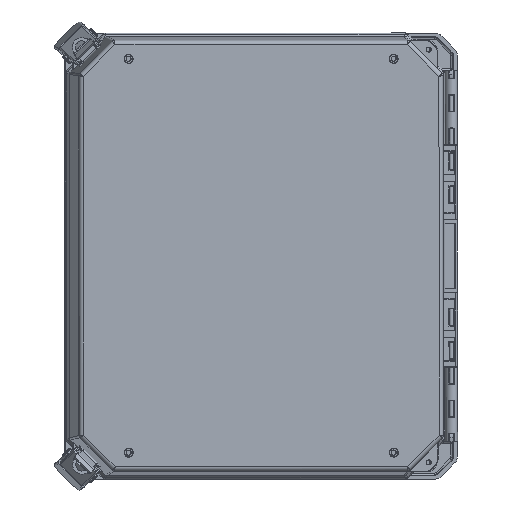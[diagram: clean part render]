
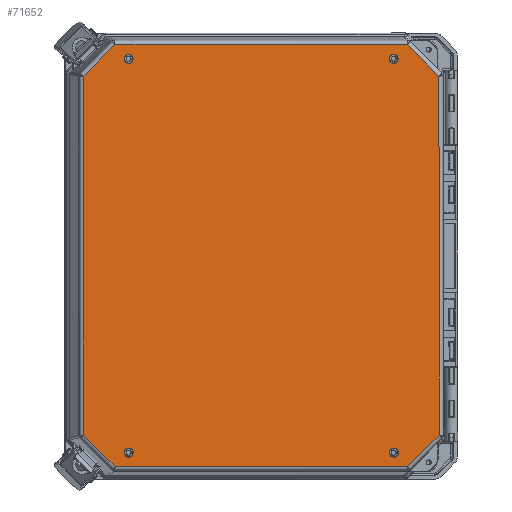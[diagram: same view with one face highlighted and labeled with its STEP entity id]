
A CAD part, top view. The second image highlights one B-rep face of the part: STEP entity #71652.
In plain terms, the highlighted face is planar.
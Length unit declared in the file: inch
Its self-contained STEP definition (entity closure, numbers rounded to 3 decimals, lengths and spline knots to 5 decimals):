
#319 = CARTESIAN_POINT ( 'NONE',  ( -0.69638, 0.14471, -6.29762 ) ) ;
#390 = ORIENTED_EDGE ( 'NONE', *, *, #80953, .T. ) ;
#456 = EDGE_CURVE ( 'NONE', #66761, #13343, #49947, .T. ) ;
#578 = CIRCLE ( 'NONE', #47461, 0.136 ) ;
#3075 = VECTOR ( 'NONE', #51574, 39.37008 ) ;
#3095 = CIRCLE ( 'NONE', #71869, 0.136 ) ;
#3750 = DIRECTION ( 'NONE',  ( -0.017, 0.017, -1. ) ) ;
#4081 = CARTESIAN_POINT ( 'NONE',  ( -0.96834, 0.14463, -6.29288 ) ) ;
#4315 = DIRECTION ( 'NONE',  ( 0., -1., -0.017 ) ) ;
#6300 = VERTEX_POINT ( 'NONE', #38457 ) ;
#6347 = VERTEX_POINT ( 'NONE', #81123 ) ;
#7147 = DIRECTION ( 'NONE',  ( 1., 0., -0.017 ) ) ;
#7201 = CARTESIAN_POINT ( 'NONE',  ( -8.83114, 11.88245, -5.95076 ) ) ;
#7248 = CARTESIAN_POINT ( 'NONE',  ( -0.83236, 12.02086, -6.08798 ) ) ;
#8316 = EDGE_CURVE ( 'NONE', #30665, #85640, #24406, .T. ) ;
#9598 = CIRCLE ( 'NONE', #56458, 0.136 ) ;
#11109 = FACE_OUTER_BOUND ( 'NONE', #60118, .T. ) ;
#11428 = CARTESIAN_POINT ( 'NONE',  ( -8.83114, 0.14224, -6.15565 ) ) ;
#13130 = EDGE_CURVE ( 'NONE', #26530, #21846, #66019, .T. ) ;
#13343 = VERTEX_POINT ( 'NONE', #7201 ) ;
#14479 = DIRECTION ( 'NONE',  ( 0.017, -0.017, 1. ) ) ;
#15171 = LINE ( 'NONE', #38162, #27653 ) ;
#16005 = DIRECTION ( 'NONE',  ( 0.017, -0.017, 1. ) ) ;
#16017 = VECTOR ( 'NONE', #96849, 39.37008 ) ;
#16479 = VERTEX_POINT ( 'NONE', #20729 ) ;
#16593 = CARTESIAN_POINT ( 'NONE',  ( -10.19837, 6.07991, -6.02816 ) ) ;
#17717 = CARTESIAN_POINT ( 'NONE',  ( -8.83114, 12.15441, -5.94601 ) ) ;
#17783 = LINE ( 'NONE', #47613, #70234 ) ;
#17972 = FACE_BOUND ( 'NONE', #69841, .T. ) ;
#18217 = CARTESIAN_POINT ( 'NONE',  ( -0.42014, -0.28458, -6.30994 ) ) ;
#20554 = VECTOR ( 'NONE', #30457, 39.37008 ) ;
#20729 = CARTESIAN_POINT ( 'NONE',  ( 0.53487, 0.67073, -6.30994 ) ) ;
#21123 = VERTEX_POINT ( 'NONE', #77494 ) ;
#21846 = VERTEX_POINT ( 'NONE', #81734 ) ;
#22170 = EDGE_CURVE ( 'NONE', #13343, #66761, #578, .T. ) ;
#22425 = ORIENTED_EDGE ( 'NONE', *, *, #23838, .T. ) ;
#23600 = VECTOR ( 'NONE', #57624, 39.37008 ) ;
#23838 = EDGE_CURVE ( 'NONE', #6347, #6300, #27045, .T. ) ;
#24406 = CIRCLE ( 'NONE', #52516, 0.136 ) ;
#24835 = FACE_BOUND ( 'NONE', #63223, .T. ) ;
#25632 = VERTEX_POINT ( 'NONE', #45526 ) ;
#25725 = EDGE_CURVE ( 'NONE', #85640, #30665, #66285, .T. ) ;
#26318 = CARTESIAN_POINT ( 'NONE',  ( -8.83114, 12.01843, -5.94838 ) ) ;
#26530 = VERTEX_POINT ( 'NONE', #75231 ) ;
#26866 = ORIENTED_EDGE ( 'NONE', *, *, #81860, .T. ) ;
#26911 = ORIENTED_EDGE ( 'NONE', *, *, #13130, .T. ) ;
#27045 = CIRCLE ( 'NONE', #39568, 0.136 ) ;
#27653 = VECTOR ( 'NONE', #30351, 39.37008 ) ;
#27773 = DIRECTION ( 'NONE',  ( 0., -1., -0.017 ) ) ;
#27800 = LINE ( 'NONE', #49316, #23600 ) ;
#28801 = CARTESIAN_POINT ( 'NONE',  ( -0.42014, 12.45036, -6.08768 ) ) ;
#29161 = CARTESIAN_POINT ( 'NONE',  ( -0.83236, 0.14467, -6.29525 ) ) ;
#30351 = DIRECTION ( 'NONE',  ( -0.707, 0.707, 0.025 ) ) ;
#30431 = AXIS2_PLACEMENT_3D ( 'NONE', #7248, #64961, #66431 ) ;
#30457 = DIRECTION ( 'NONE',  ( 1., 0., -0.017 ) ) ;
#30557 = VERTEX_POINT ( 'NONE', #28801 ) ;
#30665 = VERTEX_POINT ( 'NONE', #59579 ) ;
#31659 = DIRECTION ( 'NONE',  ( 0., -1., -0.017 ) ) ;
#34689 = EDGE_CURVE ( 'NONE', #52666, #75252, #3095, .T. ) ;
#35259 = EDGE_CURVE ( 'NONE', #21846, #25632, #64112, .T. ) ;
#36419 = LINE ( 'NONE', #58902, #3075 ) ;
#38162 = CARTESIAN_POINT ( 'NONE',  ( -9.24336, -0.28726, -6.15595 ) ) ;
#38457 = CARTESIAN_POINT ( 'NONE',  ( -8.69516, 0.14228, -6.15802 ) ) ;
#39568 = AXIS2_PLACEMENT_3D ( 'NONE', #11428, #42212, #41240 ) ;
#40747 = AXIS2_PLACEMENT_3D ( 'NONE', #29161, #14479, #7147 ) ;
#41240 = DIRECTION ( 'NONE',  ( 1., 0., -0.017 ) ) ;
#41406 = DIRECTION ( 'NONE',  ( -1., 0., 0.017 ) ) ;
#42212 = DIRECTION ( 'NONE',  ( 0.017, -0.017, 1. ) ) ;
#42409 = VERTEX_POINT ( 'NONE', #18217 ) ;
#45130 = LINE ( 'NONE', #73960, #20554 ) ;
#45398 = CARTESIAN_POINT ( 'NONE',  ( -8.83114, 0.14224, -6.15565 ) ) ;
#45439 = ORIENTED_EDGE ( 'NONE', *, *, #71980, .T. ) ;
#45526 = CARTESIAN_POINT ( 'NONE',  ( -9.24336, 12.44767, -5.9337 ) ) ;
#47394 = DIRECTION ( 'NONE',  ( 0., 1., 0.017 ) ) ;
#47416 = EDGE_CURVE ( 'NONE', #25632, #30557, #45130, .T. ) ;
#47461 = AXIS2_PLACEMENT_3D ( 'NONE', #26318, #80080, #27773 ) ;
#47613 = CARTESIAN_POINT ( 'NONE',  ( 0.53487, 0.67073, -6.30994 ) ) ;
#49316 = CARTESIAN_POINT ( 'NONE',  ( -0.42014, 12.45036, -6.08768 ) ) ;
#49947 = CIRCLE ( 'NONE', #56151, 0.136 ) ;
#51574 = DIRECTION ( 'NONE',  ( -1., 0., 0.017 ) ) ;
#51594 = EDGE_LOOP ( 'NONE', ( #66824, #77374 ) ) ;
#51613 = VECTOR ( 'NONE', #95177, 39.37008 ) ;
#51752 = DIRECTION ( 'NONE',  ( 0.017, -0.017, 1. ) ) ;
#52030 = EDGE_CURVE ( 'NONE', #30557, #62845, #27800, .T. ) ;
#52516 = AXIS2_PLACEMENT_3D ( 'NONE', #58115, #71314, #4315 ) ;
#52666 = VERTEX_POINT ( 'NONE', #4081 ) ;
#54321 = VECTOR ( 'NONE', #47394, 39.37008 ) ;
#54657 = CARTESIAN_POINT ( 'NONE',  ( -8.4392, 6.08045, -6.05886 ) ) ;
#55599 = FACE_BOUND ( 'NONE', #51594, .T. ) ;
#56103 = ORIENTED_EDGE ( 'NONE', *, *, #52030, .T. ) ;
#56151 = AXIS2_PLACEMENT_3D ( 'NONE', #90830, #16005, #31659 ) ;
#56458 = AXIS2_PLACEMENT_3D ( 'NONE', #45398, #51752, #75200 ) ;
#57624 = DIRECTION ( 'NONE',  ( 0.707, -0.707, -0.025 ) ) ;
#58115 = CARTESIAN_POINT ( 'NONE',  ( -0.83236, 12.02086, -6.08798 ) ) ;
#58902 = CARTESIAN_POINT ( 'NONE',  ( -8.4392, -0.28702, -6.16999 ) ) ;
#59482 = AXIS2_PLACEMENT_3D ( 'NONE', #54657, #3750, #41406 ) ;
#59579 = CARTESIAN_POINT ( 'NONE',  ( -0.83236, 11.88488, -6.09035 ) ) ;
#59981 = ORIENTED_EDGE ( 'NONE', *, *, #63644, .T. ) ;
#60118 = EDGE_LOOP ( 'NONE', ( #26911, #94692, #91409, #56103, #26866, #87747, #390, #59981 ) ) ;
#62845 = VERTEX_POINT ( 'NONE', #82949 ) ;
#63217 = DIRECTION ( 'NONE',  ( -0.707, -0.707, 0. ) ) ;
#63223 = EDGE_LOOP ( 'NONE', ( #45439, #78960 ) ) ;
#63409 = FACE_BOUND ( 'NONE', #73054, .T. ) ;
#63644 = EDGE_CURVE ( 'NONE', #21123, #26530, #15171, .T. ) ;
#64112 = LINE ( 'NONE', #93936, #16017 ) ;
#64961 = DIRECTION ( 'NONE',  ( 0.017, -0.017, 1. ) ) ;
#66019 = LINE ( 'NONE', #16593, #54321 ) ;
#66285 = CIRCLE ( 'NONE', #30431, 0.136 ) ;
#66338 = LINE ( 'NONE', #80985, #51613 ) ;
#66431 = DIRECTION ( 'NONE',  ( 0., -1., -0.017 ) ) ;
#66761 = VERTEX_POINT ( 'NONE', #17717 ) ;
#66824 = ORIENTED_EDGE ( 'NONE', *, *, #22170, .T. ) ;
#69337 = PLANE ( 'NONE',  #59482 ) ;
#69841 = EDGE_LOOP ( 'NONE', ( #79643, #85442 ) ) ;
#70234 = VECTOR ( 'NONE', #63217, 39.37008 ) ;
#71314 = DIRECTION ( 'NONE',  ( 0.017, -0.017, 1. ) ) ;
#71652 = ADVANCED_FACE ( 'NONE', ( #11109, #55599, #24835, #63409, #17972 ), #69337, .T. ) ;
#71869 = AXIS2_PLACEMENT_3D ( 'NONE', #82035, #74217, #81561 ) ;
#71980 = EDGE_CURVE ( 'NONE', #75252, #52666, #82928, .T. ) ;
#72530 = EDGE_CURVE ( 'NONE', #6300, #6347, #9598, .T. ) ;
#73054 = EDGE_LOOP ( 'NONE', ( #81636, #22425 ) ) ;
#73960 = CARTESIAN_POINT ( 'NONE',  ( -8.4392, 12.44792, -5.94773 ) ) ;
#74217 = DIRECTION ( 'NONE',  ( 0.017, -0.017, 1. ) ) ;
#75200 = DIRECTION ( 'NONE',  ( 1., 0., -0.017 ) ) ;
#75231 = CARTESIAN_POINT ( 'NONE',  ( -10.19837, 0.66746, -6.12262 ) ) ;
#75252 = VERTEX_POINT ( 'NONE', #319 ) ;
#77374 = ORIENTED_EDGE ( 'NONE', *, *, #456, .T. ) ;
#77494 = CARTESIAN_POINT ( 'NONE',  ( -9.24336, -0.28726, -6.15595 ) ) ;
#78960 = ORIENTED_EDGE ( 'NONE', *, *, #34689, .T. ) ;
#79643 = ORIENTED_EDGE ( 'NONE', *, *, #8316, .T. ) ;
#80080 = DIRECTION ( 'NONE',  ( 0.017, -0.017, 1. ) ) ;
#80953 = EDGE_CURVE ( 'NONE', #42409, #21123, #36419, .T. ) ;
#80985 = CARTESIAN_POINT ( 'NONE',  ( 0.53487, 6.08318, -6.21548 ) ) ;
#81049 = EDGE_CURVE ( 'NONE', #16479, #42409, #17783, .T. ) ;
#81123 = CARTESIAN_POINT ( 'NONE',  ( -8.96712, 0.14219, -6.15328 ) ) ;
#81561 = DIRECTION ( 'NONE',  ( 1., 0., -0.017 ) ) ;
#81636 = ORIENTED_EDGE ( 'NONE', *, *, #72530, .T. ) ;
#81734 = CARTESIAN_POINT ( 'NONE',  ( -10.19837, 11.49237, -5.9337 ) ) ;
#81860 = EDGE_CURVE ( 'NONE', #62845, #16479, #66338, .T. ) ;
#82035 = CARTESIAN_POINT ( 'NONE',  ( -0.83236, 0.14467, -6.29525 ) ) ;
#82928 = CIRCLE ( 'NONE', #40747, 0.136 ) ;
#82949 = CARTESIAN_POINT ( 'NONE',  ( 0.53487, 11.49564, -6.12102 ) ) ;
#85442 = ORIENTED_EDGE ( 'NONE', *, *, #25725, .T. ) ;
#85640 = VERTEX_POINT ( 'NONE', #93042 ) ;
#87747 = ORIENTED_EDGE ( 'NONE', *, *, #81049, .T. ) ;
#90830 = CARTESIAN_POINT ( 'NONE',  ( -8.83114, 12.01843, -5.94838 ) ) ;
#91409 = ORIENTED_EDGE ( 'NONE', *, *, #47416, .T. ) ;
#93042 = CARTESIAN_POINT ( 'NONE',  ( -0.83236, 12.15684, -6.08561 ) ) ;
#93936 = CARTESIAN_POINT ( 'NONE',  ( -10.19837, 11.49237, -5.9337 ) ) ;
#94692 = ORIENTED_EDGE ( 'NONE', *, *, #35259, .T. ) ;
#95177 = DIRECTION ( 'NONE',  ( 0., -1., -0.017 ) ) ;
#96849 = DIRECTION ( 'NONE',  ( 0.707, 0.707, 0. ) ) ;
